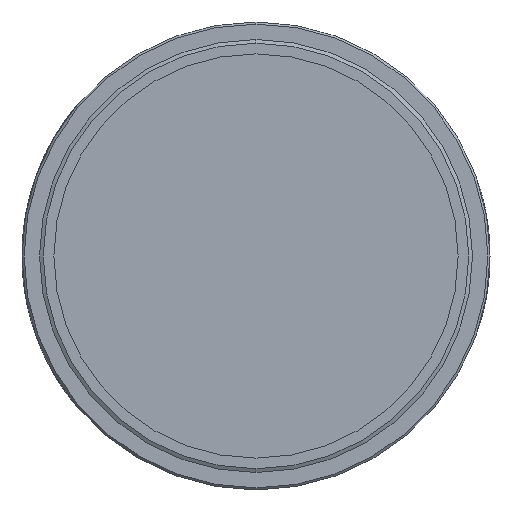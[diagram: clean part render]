
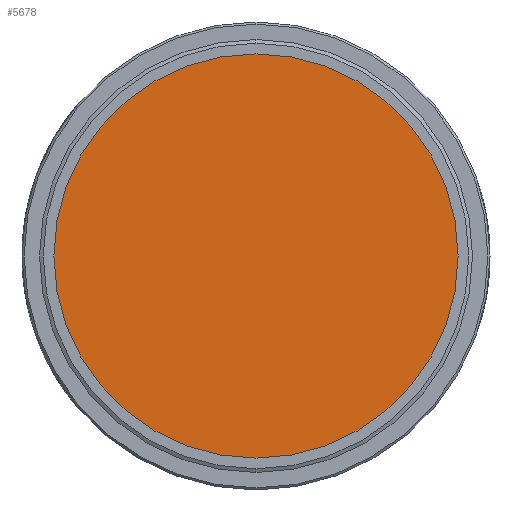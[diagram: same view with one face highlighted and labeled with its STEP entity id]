
A CAD part, left-side view. The second image highlights one B-rep face of the part: STEP entity #5678.
In plain terms, the highlighted planar face has unit normal (-1, 0, 0).
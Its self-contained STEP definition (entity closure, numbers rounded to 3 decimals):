
#225 = CARTESIAN_POINT ( 'NONE',  ( -2.667, 0., 25.15 ) ) ;
#245 = AXIS2_PLACEMENT_3D ( 'NONE', #3296, #11762, #4515 ) ;
#1244 = AXIS2_PLACEMENT_3D ( 'NONE', #3653, #12118, #4853 ) ;
#1782 = EDGE_CURVE ( 'NONE', #6756, #2548, #10687, .T. ) ;
#1870 = ORIENTED_EDGE ( 'NONE', *, *, #1782, .T. ) ;
#2117 = PLANE ( 'NONE',  #10455 ) ;
#2548 = VERTEX_POINT ( 'NONE', #7189 ) ;
#3296 = CARTESIAN_POINT ( 'NONE',  ( -2.667, 0., 0. ) ) ;
#3653 = CARTESIAN_POINT ( 'NONE',  ( -2.667, 0., 0. ) ) ;
#4515 = DIRECTION ( 'NONE',  ( 0., 0., -1. ) ) ;
#4539 = CARTESIAN_POINT ( 'NONE',  ( -2.667, 0., 0. ) ) ;
#4853 = DIRECTION ( 'NONE',  ( 0., 0., -1. ) ) ;
#5678 = ADVANCED_FACE ( 'NONE', ( #5757 ), #2117, .F. ) ;
#5757 = FACE_OUTER_BOUND ( 'NONE', #12698, .T. ) ;
#5918 = DIRECTION ( 'NONE',  ( 0., 0., -1. ) ) ;
#6756 = VERTEX_POINT ( 'NONE', #225 ) ;
#7189 = CARTESIAN_POINT ( 'NONE',  ( -2.667, 0., -25.15 ) ) ;
#8105 = CIRCLE ( 'NONE', #1244, 25.15 ) ;
#8235 = DIRECTION ( 'NONE',  ( 1., 0., 0. ) ) ;
#9482 = ORIENTED_EDGE ( 'NONE', *, *, #11980, .T. ) ;
#10455 = AXIS2_PLACEMENT_3D ( 'NONE', #4539, #8235, #5918 ) ;
#10687 = CIRCLE ( 'NONE', #245, 25.15 ) ;
#11762 = DIRECTION ( 'NONE',  ( -1., 0., 0. ) ) ;
#11980 = EDGE_CURVE ( 'NONE', #2548, #6756, #8105, .T. ) ;
#12118 = DIRECTION ( 'NONE',  ( -1., 0., 0. ) ) ;
#12698 = EDGE_LOOP ( 'NONE', ( #9482, #1870 ) ) ;
